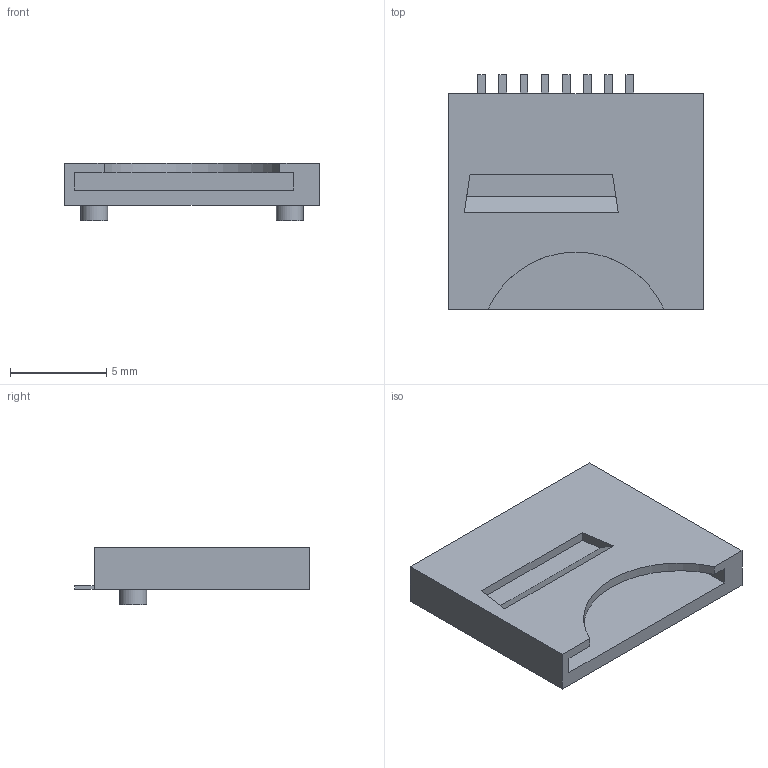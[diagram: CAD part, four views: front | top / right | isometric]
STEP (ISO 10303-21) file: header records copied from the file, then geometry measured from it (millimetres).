
FILE_DESCRIPTION(('STEP AP214'), '1');
FILE_NAME('SD_micro', '2022-08-02T10:07:50', (''), (''), 'ASCON STEP Converter 1.3', 'ASCON Math Kernel', '');
FILE_SCHEMA(('AUTOMOTIVE_DESIGN { 1 0 10303 214 3 1 1}'));
Length unit declared in the file: millimetre
Bounding box: 13.21 x 12.18 x 3 mm (x, y, z)
Volume: 219.1 mm3; surface area: 593 mm2
Topology: 9 solids, 9 shells, 68 faces, 144 edges, 96 vertices
Faces by surface type: plane 65, cylinder 3
Full cylindrical faces by diameter (mm): 1.4 x2
Entity records: 2419 total; most frequent: CARTESIAN_POINT 307, DIRECTION 286, ORIENTED_EDGE 284, EDGE_CURVE 142, LINE 136, VECTOR 136, VERTEX_POINT 96, COLOUR_RGB 77
